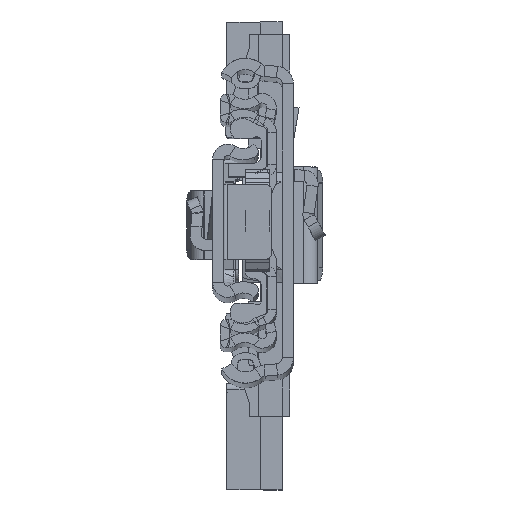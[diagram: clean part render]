
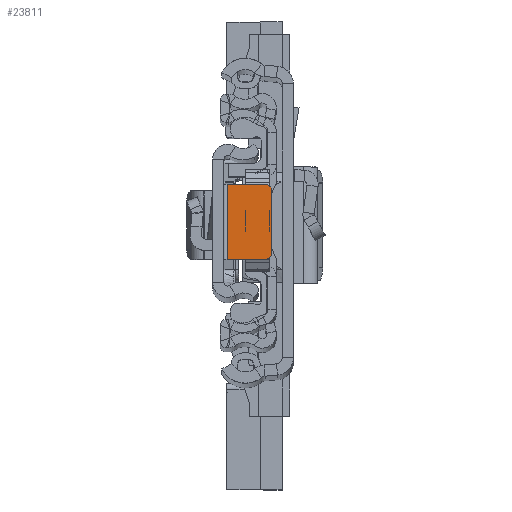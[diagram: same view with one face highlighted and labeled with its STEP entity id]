
A CAD part, top view. The second image highlights one B-rep face of the part: STEP entity #23811.
In plain terms, the highlighted planar face has unit normal (0, 0, 1).
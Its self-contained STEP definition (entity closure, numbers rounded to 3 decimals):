
#881 = EDGE_CURVE ( 'NONE', #23295, #27882, #2923, .T. ) ;
#991 = CARTESIAN_POINT ( 'NONE',  ( -2.3, 6.151, -6.8 ) ) ;
#2586 = CARTESIAN_POINT ( 'NONE',  ( -2.3, -5.849, -6.8 ) ) ;
#2923 = LINE ( 'NONE', #15196, #32355 ) ;
#3097 = DIRECTION ( 'NONE',  ( 1., 0., 0. ) ) ;
#4036 = DIRECTION ( 'NONE',  ( 0., 1., 0. ) ) ;
#5861 = CARTESIAN_POINT ( 'NONE',  ( -8.4, -4.849, -6.8 ) ) ;
#6062 = ORIENTED_EDGE ( 'NONE', *, *, #25469, .T. ) ;
#6836 = VECTOR ( 'NONE', #23412, 1000. ) ;
#7366 = LINE ( 'NONE', #37652, #22059 ) ;
#7694 = CARTESIAN_POINT ( 'NONE',  ( -8.4, -5.849, -6.8 ) ) ;
#8617 = EDGE_CURVE ( 'NONE', #24787, #23546, #29632, .T. ) ;
#9090 = FACE_OUTER_BOUND ( 'NONE', #16814, .T. ) ;
#9489 = PLANE ( 'NONE',  #25837 ) ;
#9957 = CARTESIAN_POINT ( 'NONE',  ( -9.4, -4.849, -6.8 ) ) ;
#10719 = ORIENTED_EDGE ( 'NONE', *, *, #8617, .F. ) ;
#12855 = ORIENTED_EDGE ( 'NONE', *, *, #23345, .F. ) ;
#14608 = DIRECTION ( 'NONE',  ( 1., 0., 0. ) ) ;
#15196 = CARTESIAN_POINT ( 'NONE',  ( -9.4, -5.849, -6.8 ) ) ;
#16814 = EDGE_LOOP ( 'NONE', ( #31389, #6062, #22495, #12855, #10719, #33907 ) ) ;
#17006 = AXIS2_PLACEMENT_3D ( 'NONE', #5861, #17957, #3097 ) ;
#17206 = CARTESIAN_POINT ( 'NONE',  ( -9.4, 5.151, -6.8 ) ) ;
#17957 = DIRECTION ( 'NONE',  ( 0., 0., 1. ) ) ;
#21181 = DIRECTION ( 'NONE',  ( 1., 0., 0. ) ) ;
#22059 = VECTOR ( 'NONE', #4036, 1000. ) ;
#22465 = VERTEX_POINT ( 'NONE', #17206 ) ;
#22495 = ORIENTED_EDGE ( 'NONE', *, *, #881, .F. ) ;
#22682 = CARTESIAN_POINT ( 'NONE',  ( -8.4, 5.151, -6.8 ) ) ;
#22880 = DIRECTION ( 'NONE',  ( 0., 0., 1. ) ) ;
#23295 = VERTEX_POINT ( 'NONE', #2586 ) ;
#23345 = EDGE_CURVE ( 'NONE', #23546, #23295, #29495, .T. ) ;
#23412 = DIRECTION ( 'NONE',  ( 0., -1., 0. ) ) ;
#23546 = VERTEX_POINT ( 'NONE', #991 ) ;
#23811 = ADVANCED_FACE ( 'NONE', ( #9090 ), #9489, .T. ) ;
#24787 = VERTEX_POINT ( 'NONE', #28477 ) ;
#25469 = EDGE_CURVE ( 'NONE', #32131, #27882, #31488, .T. ) ;
#25550 = CIRCLE ( 'NONE', #30603, 1. ) ;
#25837 = AXIS2_PLACEMENT_3D ( 'NONE', #30033, #27657, #21181 ) ;
#26519 = VECTOR ( 'NONE', #14608, 1000. ) ;
#26732 = CARTESIAN_POINT ( 'NONE',  ( -2.3, 6.151, -6.8 ) ) ;
#27657 = DIRECTION ( 'NONE',  ( 0., 0., 1. ) ) ;
#27882 = VERTEX_POINT ( 'NONE', #7694 ) ;
#28477 = CARTESIAN_POINT ( 'NONE',  ( -8.4, 6.151, -6.8 ) ) ;
#29495 = LINE ( 'NONE', #26732, #6836 ) ;
#29632 = LINE ( 'NONE', #32598, #26519 ) ;
#29633 = DIRECTION ( 'NONE',  ( -1., 0., 0. ) ) ;
#30033 = CARTESIAN_POINT ( 'NONE',  ( 0., 0., -6.8 ) ) ;
#30603 = AXIS2_PLACEMENT_3D ( 'NONE', #22682, #22880, #34716 ) ;
#30824 = EDGE_CURVE ( 'NONE', #24787, #22465, #25550, .T. ) ;
#31389 = ORIENTED_EDGE ( 'NONE', *, *, #34664, .F. ) ;
#31488 = CIRCLE ( 'NONE', #17006, 1. ) ;
#32131 = VERTEX_POINT ( 'NONE', #9957 ) ;
#32355 = VECTOR ( 'NONE', #29633, 1000. ) ;
#32598 = CARTESIAN_POINT ( 'NONE',  ( -1.8, 6.151, -6.8 ) ) ;
#33907 = ORIENTED_EDGE ( 'NONE', *, *, #30824, .T. ) ;
#34664 = EDGE_CURVE ( 'NONE', #32131, #22465, #7366, .T. ) ;
#34716 = DIRECTION ( 'NONE',  ( 1., 0., 0. ) ) ;
#37652 = CARTESIAN_POINT ( 'NONE',  ( -9.4, 6.151, -6.8 ) ) ;
